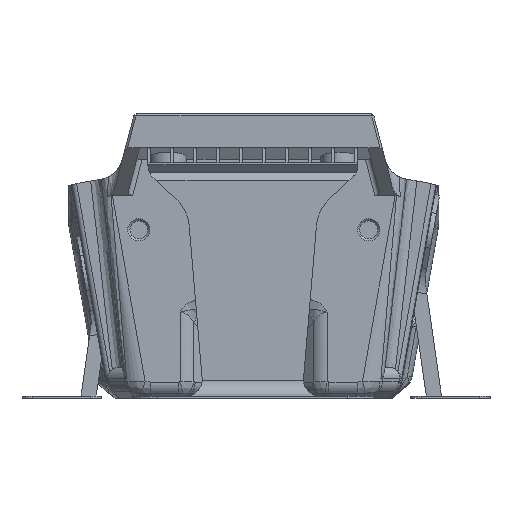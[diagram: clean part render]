
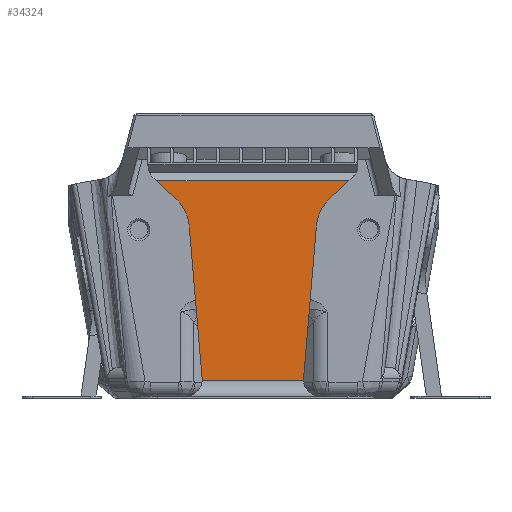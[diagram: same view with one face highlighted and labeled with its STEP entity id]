
A CAD part, front view. The second image highlights one B-rep face of the part: STEP entity #34324.
In plain terms, the highlighted planar face has unit normal (0, -1, 0).
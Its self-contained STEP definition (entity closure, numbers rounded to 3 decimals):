
#2069=CIRCLE('',#37285,3.);
#2070=CIRCLE('',#37286,3.);
#2071=CIRCLE('',#37287,8.);
#2072=CIRCLE('',#37288,8.);
#12066=ORIENTED_EDGE('',*,*,#17606,.T.);
#12067=ORIENTED_EDGE('',*,*,#17607,.T.);
#12068=ORIENTED_EDGE('',*,*,#17608,.T.);
#12069=ORIENTED_EDGE('',*,*,#17604,.F.);
#12070=ORIENTED_EDGE('',*,*,#17609,.T.);
#12071=ORIENTED_EDGE('',*,*,#17610,.T.);
#12072=ORIENTED_EDGE('',*,*,#17611,.F.);
#12073=ORIENTED_EDGE('',*,*,#17612,.F.);
#12074=ORIENTED_EDGE('',*,*,#17613,.T.);
#12075=ORIENTED_EDGE('',*,*,#17614,.T.);
#17604=EDGE_CURVE('',#21033,#21034,#23978,.T.);
#17606=EDGE_CURVE('',#21035,#21036,#2069,.T.);
#17607=EDGE_CURVE('',#21036,#21037,#23980,.F.);
#17608=EDGE_CURVE('',#21037,#21034,#2070,.T.);
#17609=EDGE_CURVE('',#21033,#21038,#2071,.T.);
#17610=EDGE_CURVE('',#21038,#21039,#23981,.T.);
#17611=EDGE_CURVE('',#21040,#21039,#23982,.T.);
#17612=EDGE_CURVE('',#21041,#21040,#23983,.T.);
#17613=EDGE_CURVE('',#21041,#21042,#2072,.T.);
#17614=EDGE_CURVE('',#21042,#21035,#23984,.T.);
#21033=VERTEX_POINT('',#65404);
#21034=VERTEX_POINT('',#65406);
#21035=VERTEX_POINT('',#65410);
#21036=VERTEX_POINT('',#65411);
#21037=VERTEX_POINT('',#65413);
#21038=VERTEX_POINT('',#65416);
#21039=VERTEX_POINT('',#65418);
#21040=VERTEX_POINT('',#65420);
#21041=VERTEX_POINT('',#65422);
#21042=VERTEX_POINT('',#65424);
#23978=LINE('',#65405,#27010);
#23980=LINE('',#65412,#27012);
#23981=LINE('',#65417,#27013);
#23982=LINE('',#65419,#27014);
#23983=LINE('',#65421,#27015);
#23984=LINE('',#65425,#27016);
#27010=VECTOR('',#45381,1000.);
#27012=VECTOR('',#45387,1000.);
#27013=VECTOR('',#45392,1000.);
#27014=VECTOR('',#45393,1000.);
#27015=VECTOR('',#45394,1000.);
#27016=VECTOR('',#45397,1000.);
#29272=EDGE_LOOP('',(#12066,#12067,#12068,#12069,#12070,#12071,#12072,#12073,
#12074,#12075));
#31317=FACE_BOUND('',#29272,.T.);
#32444=PLANE('',#37284);
#34324=ADVANCED_FACE('',(#31317),#32444,.F.);
#37284=AXIS2_PLACEMENT_3D('',#65408,#45383,#45384);
#37285=AXIS2_PLACEMENT_3D('',#65409,#45385,#45386);
#37286=AXIS2_PLACEMENT_3D('',#65414,#45388,#45389);
#37287=AXIS2_PLACEMENT_3D('',#65415,#45390,#45391);
#37288=AXIS2_PLACEMENT_3D('',#65423,#45395,#45396);
#45381=DIRECTION('',(-0.084,0.,-0.996));
#45383=DIRECTION('',(0.,1.,0.));
#45384=DIRECTION('',(0.,0.,1.));
#45385=DIRECTION('',(0.,1.,0.));
#45386=DIRECTION('',(0.,0.,1.));
#45387=DIRECTION('',(-1.,0.,0.));
#45388=DIRECTION('',(0.,1.,0.));
#45389=DIRECTION('',(0.,0.,1.));
#45390=DIRECTION('',(0.,1.,0.));
#45391=DIRECTION('',(0.,0.,1.));
#45392=DIRECTION('',(0.731,0.,0.682));
#45393=DIRECTION('',(1.,0.,0.));
#45394=DIRECTION('',(-0.731,0.,0.682));
#45395=DIRECTION('',(0.,1.,0.));
#45396=DIRECTION('',(0.,0.,1.));
#45397=DIRECTION('',(0.084,0.,-0.996));
#65404=CARTESIAN_POINT('',(11.856,-32.314,32.579));
#65405=CARTESIAN_POINT('',(36.482,-32.314,324.724));
#65406=CARTESIAN_POINT('',(9.418,-32.314,3.652));
#65408=CARTESIAN_POINT('',(0.,-32.314,327.8));
#65409=CARTESIAN_POINT('',(-12.767,-32.314,3.4));
#65410=CARTESIAN_POINT('',(-9.777,-32.314,3.652));
#65411=CARTESIAN_POINT('',(-9.767,-32.314,3.4));
#65412=CARTESIAN_POINT('',(9.143,-32.314,3.4));
#65413=CARTESIAN_POINT('',(9.407,-32.314,3.4));
#65414=CARTESIAN_POINT('',(12.407,-32.314,3.4));
#65415=CARTESIAN_POINT('',(19.828,-32.314,31.907));
#65416=CARTESIAN_POINT('',(14.372,-32.314,37.757));
#65417=CARTESIAN_POINT('',(16.736,-32.314,39.963));
#65418=CARTESIAN_POINT('',(17.982,-32.314,41.124));
#65419=CARTESIAN_POINT('',(-65.369,-32.314,41.124));
#65420=CARTESIAN_POINT('',(-18.341,-32.314,41.124));
#65421=CARTESIAN_POINT('',(-17.096,-32.314,39.963));
#65422=CARTESIAN_POINT('',(-14.731,-32.314,37.757));
#65423=CARTESIAN_POINT('',(-20.187,-32.314,31.907));
#65424=CARTESIAN_POINT('',(-12.216,-32.314,32.579));
#65425=CARTESIAN_POINT('',(-36.839,-32.314,324.694));
